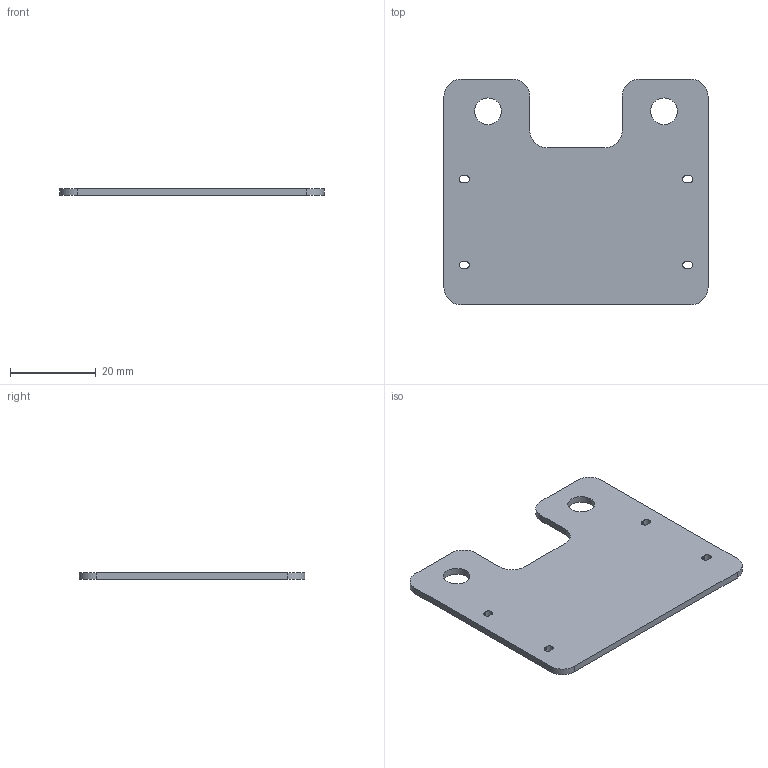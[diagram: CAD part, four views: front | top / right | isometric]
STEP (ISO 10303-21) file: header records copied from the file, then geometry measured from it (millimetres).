
FILE_DESCRIPTION(('KiCad electronic assembly'),'2;1');
FILE_NAME('dclink.step','2023-05-25T22:33:19',('Pcbnew'),('Kicad'), 'Open CASCADE STEP processor 7.5','KiCad to STEP converter','Unknown' );
FILE_SCHEMA(('AUTOMOTIVE_DESIGN { 1 0 10303 214 1 1 1 1 }'));
Length unit declared in the file: millimetre
Products named in the file (2): dclink 1; dclink PCB
Assembly tree (1 placements, depth 2):
  dclink 1
    dclink PCB
Bounding box: 61.5 x 52.6 x 1.6 mm (x, y, z)
Volume: 4484.8 mm3; surface area: 6105.3 mm2
Topology: 1 solids, 1 shells, 36 faces, 102 edges, 68 vertices
Faces by surface type: cylinder 18, plane 18
Full cylindrical faces by diameter (mm): 6.2 x2
Entity records: 2579 total; most frequent: DIRECTION 418, CARTESIAN_POINT 412, LINE 234, VECTOR 234, ORIENTED_EDGE 204, PCURVE 204, DEFINITIONAL_REPRESENTATION 204, EDGE_CURVE 102
